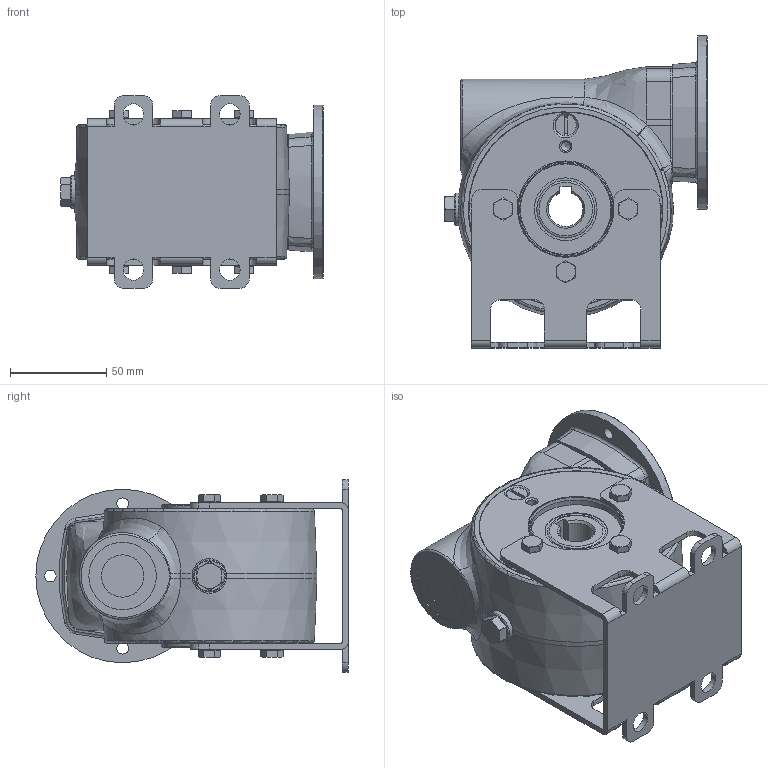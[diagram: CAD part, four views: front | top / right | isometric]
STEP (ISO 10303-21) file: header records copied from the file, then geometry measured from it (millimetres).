
FILE_DESCRIPTION( ( 'Unknown' ), '1' );
FILE_NAME( 'A0DB30B81859ADB758A1B9D7D0C5C974.3d.stp', 'Unknown', ( 'Unknown' ), ( 'Unknown' ), 'PSStep 10.1', 'Unknown', ' ' );
FILE_SCHEMA( ( 'AUTOMOTIVE_DESIGN { 1 0 10303 214 1 1 1 1 }' ) );
Length unit declared in the file: millimetre
Products named in the file (1): N458800
Bounding box: 136.3 x 162 x 100 mm (x, y, z)
Volume: 866845.4 mm3; surface area: 103134.8 mm2
Topology: 1 solids, 22 shells, 613 faces, 1501 edges, 945 vertices
Faces by surface type: plane 261, cylinder 154, cone 112, bspline 51, torus 35
Full cylindrical faces by diameter (mm): 4.917 x12, 6 x14, 6.5 x14, 8.9 x6, 10 x4, 10.5 x4, 16.662 x1, 18 x1, 22 x1, 25 x1, 32.5 x2, 35 x1, 40 x1, 47 x2, 90 x1, 101 x1
Entity records: 27692 total; most frequent: CARTESIAN_POINT 9787, DIRECTION 2642, ORIENTED_EDGE 2542, EDGE_CURVE 1271, AXIS2_PLACEMENT_3D 1076, VERTEX_POINT 867, EDGE_LOOP 814, FACE_OUTER_BOUND 699
